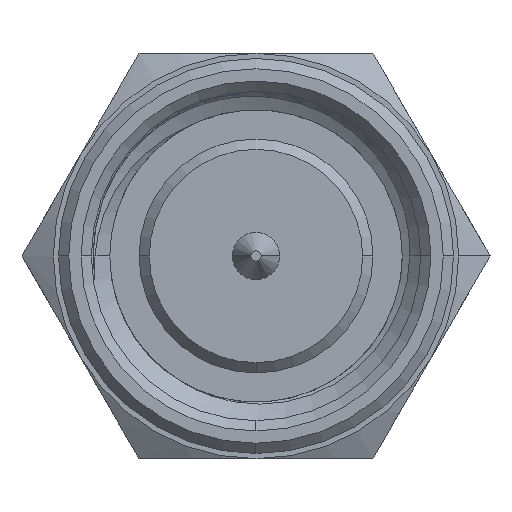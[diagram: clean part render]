
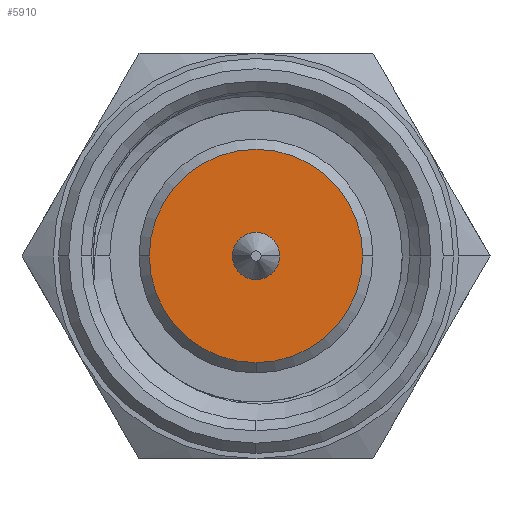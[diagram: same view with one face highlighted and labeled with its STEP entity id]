
A CAD part, left-side view. The second image highlights one B-rep face of the part: STEP entity #5910.
In plain terms, the highlighted planar face has unit normal (-1, 0, 0).
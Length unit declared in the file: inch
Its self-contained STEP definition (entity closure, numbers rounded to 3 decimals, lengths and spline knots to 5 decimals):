
#51 = CARTESIAN_POINT ( 'NONE',  ( 0.12402, -0.01811, 0. ) ) ;
#255 = CIRCLE ( 'NONE', #4043, 0.08189 ) ;
#557 = FACE_OUTER_BOUND ( 'NONE', #4420, .T. ) ;
#691 = EDGE_LOOP ( 'NONE', ( #4114, #1260 ) ) ;
#759 = CIRCLE ( 'NONE', #2881, 0.08189 ) ;
#1003 = EDGE_CURVE ( 'NONE', #6338, #5510, #4323, .T. ) ;
#1141 = CARTESIAN_POINT ( 'NONE',  ( 0.12402, 0.01811, 0. ) ) ;
#1217 = CARTESIAN_POINT ( 'NONE',  ( 0.12402, 0.08189, 0. ) ) ;
#1260 = ORIENTED_EDGE ( 'NONE', *, *, #1003, .F. ) ;
#1262 = DIRECTION ( 'NONE',  ( -1., 0., 0. ) ) ;
#1521 = DIRECTION ( 'NONE',  ( 0., -1., 0. ) ) ;
#1599 = FACE_BOUND ( 'NONE', #691, .T. ) ;
#1813 = CARTESIAN_POINT ( 'NONE',  ( 0.12402, 0., 0. ) ) ;
#1973 = VERTEX_POINT ( 'NONE', #4496 ) ;
#2335 = EDGE_CURVE ( 'NONE', #1973, #4978, #255, .T. ) ;
#2443 = DIRECTION ( 'NONE',  ( 1., 0., 0. ) ) ;
#2570 = CARTESIAN_POINT ( 'NONE',  ( 0.12402, 0., 0. ) ) ;
#2881 = AXIS2_PLACEMENT_3D ( 'NONE', #2570, #6305, #1521 ) ;
#2902 = DIRECTION ( 'NONE',  ( 0., 1., 0. ) ) ;
#3871 = CARTESIAN_POINT ( 'NONE',  ( 0.12402, 0., 0. ) ) ;
#3984 = AXIS2_PLACEMENT_3D ( 'NONE', #1813, #2443, #2902 ) ;
#4043 = AXIS2_PLACEMENT_3D ( 'NONE', #5273, #6618, #4558 ) ;
#4095 = AXIS2_PLACEMENT_3D ( 'NONE', #3871, #1262, #4961 ) ;
#4109 = CARTESIAN_POINT ( 'NONE',  ( 0.12402, 0., 0. ) ) ;
#4114 = ORIENTED_EDGE ( 'NONE', *, *, #5755, .F. ) ;
#4246 = DIRECTION ( 'NONE',  ( -1., 0., 0. ) ) ;
#4284 = PLANE ( 'NONE',  #5622 ) ;
#4323 = CIRCLE ( 'NONE', #4095, 0.01811 ) ;
#4420 = EDGE_LOOP ( 'NONE', ( #4437, #6054, #6225 ) ) ;
#4437 = ORIENTED_EDGE ( 'NONE', *, *, #5121, .F. ) ;
#4444 = CIRCLE ( 'NONE', #3984, 0.08189 ) ;
#4496 = CARTESIAN_POINT ( 'NONE',  ( 0.12402, 0., -0.08189 ) ) ;
#4508 = AXIS2_PLACEMENT_3D ( 'NONE', #4109, #5759, #4703 ) ;
#4558 = DIRECTION ( 'NONE',  ( 0., -1., 0. ) ) ;
#4588 = EDGE_CURVE ( 'NONE', #4978, #5474, #4444, .T. ) ;
#4703 = DIRECTION ( 'NONE',  ( 0., -1., 0. ) ) ;
#4807 = DIRECTION ( 'NONE',  ( 0., 0., 1. ) ) ;
#4961 = DIRECTION ( 'NONE',  ( 0., 1., 0. ) ) ;
#4978 = VERTEX_POINT ( 'NONE', #1217 ) ;
#5121 = EDGE_CURVE ( 'NONE', #5474, #1973, #759, .T. ) ;
#5273 = CARTESIAN_POINT ( 'NONE',  ( 0.12402, 0., 0. ) ) ;
#5412 = CARTESIAN_POINT ( 'NONE',  ( 0.12402, 0., 0. ) ) ;
#5474 = VERTEX_POINT ( 'NONE', #5773 ) ;
#5510 = VERTEX_POINT ( 'NONE', #51 ) ;
#5622 = AXIS2_PLACEMENT_3D ( 'NONE', #5412, #4246, #4807 ) ;
#5755 = EDGE_CURVE ( 'NONE', #5510, #6338, #6841, .T. ) ;
#5759 = DIRECTION ( 'NONE',  ( -1., 0., 0. ) ) ;
#5773 = CARTESIAN_POINT ( 'NONE',  ( 0.12402, -0.08189, 0. ) ) ;
#5910 = ADVANCED_FACE ( 'NONE', ( #1599, #557 ), #4284, .T. ) ;
#6054 = ORIENTED_EDGE ( 'NONE', *, *, #4588, .F. ) ;
#6225 = ORIENTED_EDGE ( 'NONE', *, *, #2335, .F. ) ;
#6305 = DIRECTION ( 'NONE',  ( 1., 0., 0. ) ) ;
#6338 = VERTEX_POINT ( 'NONE', #1141 ) ;
#6618 = DIRECTION ( 'NONE',  ( 1., 0., 0. ) ) ;
#6841 = CIRCLE ( 'NONE', #4508, 0.01811 ) ;
